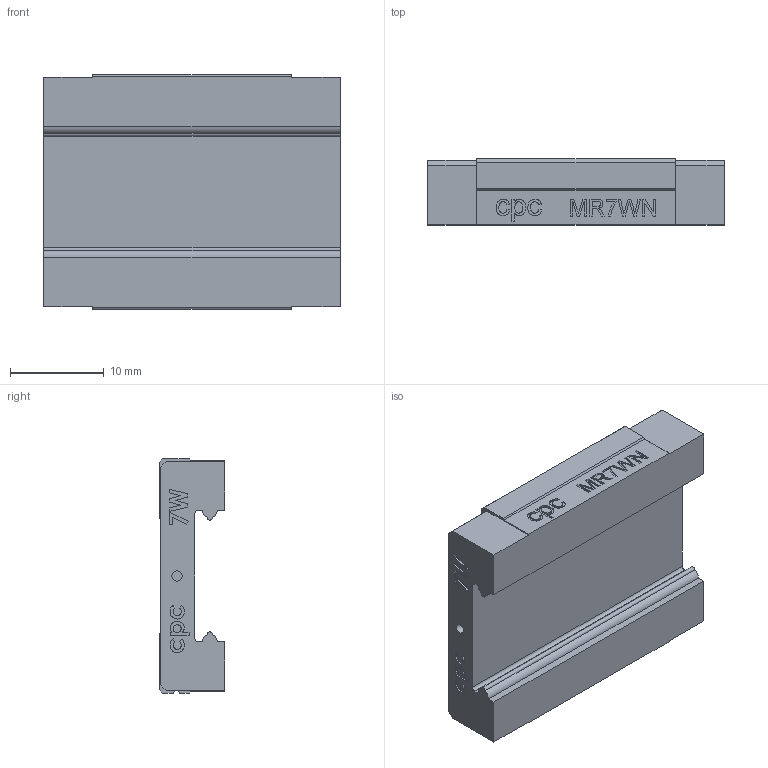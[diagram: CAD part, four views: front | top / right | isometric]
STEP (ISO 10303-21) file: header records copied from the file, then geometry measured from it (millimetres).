
FILE_DESCRIPTION (( 'STEP AP203' ), '1' );
FILE_NAME ('7WN-SS-block.STEP', '2009-07-30T09:35:14', ( 'cpc' ), ( '' ), 'SwSTEP 2.0', 'SolidWorks 2007', '' );
FILE_SCHEMA (( 'CONFIG_CONTROL_DESIGN' ));
Length unit declared in the file: millimetre
Products named in the file (1): 7WN-SS-block
Bounding box: 31.6 x 7 x 25 mm (x, y, z)
Volume: 3835.8 mm3; surface area: 2775.4 mm2
Topology: 1 solids, 1 shells, 441 faces, 1181 edges, 776 vertices
Faces by surface type: plane 259, bspline 134, cylinder 32, cone 16
Entity records: 20714 total; most frequent: CARTESIAN_POINT 10509, ORIENTED_EDGE 2346, DIRECTION 1595, EDGE_CURVE 1173, VECTOR 831, LINE 831, VERTEX_POINT 776, EDGE_LOOP 483
